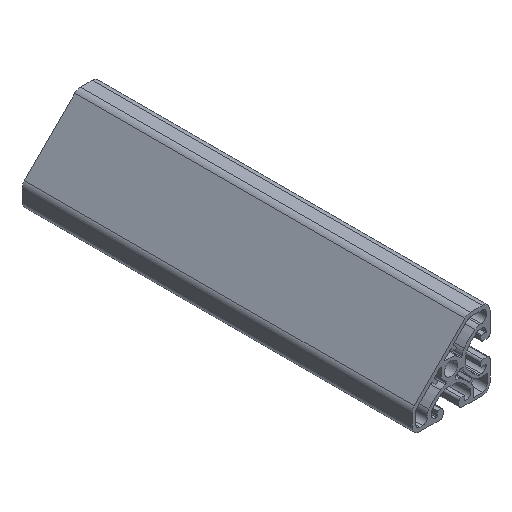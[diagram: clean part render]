
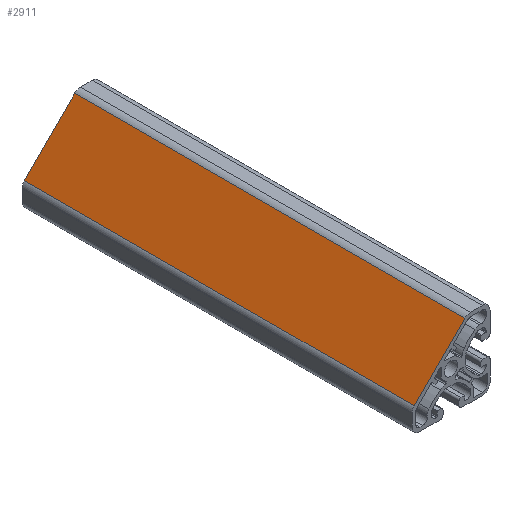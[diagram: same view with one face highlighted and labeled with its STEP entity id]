
A CAD part, isometric view. The second image highlights one B-rep face of the part: STEP entity #2911.
In plain terms, the highlighted planar face has unit normal (-0.707, 0, 0.707).
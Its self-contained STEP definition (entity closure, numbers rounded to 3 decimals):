
#55=PLANE('',#3148);
#159=FACE_OUTER_BOUND('',#310,.T.);
#310=EDGE_LOOP('',(#2143,#2144,#2145,#2146));
#534=LINE('',#4690,#802);
#535=LINE('',#4694,#803);
#536=LINE('',#4696,#804);
#537=LINE('',#4697,#805);
#802=VECTOR('',#3765,200.);
#803=VECTOR('',#3770,36.737);
#804=VECTOR('',#3771,200.);
#805=VECTOR('',#3772,36.737);
#1265=VERTEX_POINT('',#4687);
#1266=VERTEX_POINT('',#4689);
#1267=VERTEX_POINT('',#4693);
#1268=VERTEX_POINT('',#4695);
#1629=EDGE_CURVE('',#1265,#1266,#534,.T.);
#1631=EDGE_CURVE('',#1265,#1267,#535,.T.);
#1632=EDGE_CURVE('',#1268,#1267,#536,.T.);
#1633=EDGE_CURVE('',#1266,#1268,#537,.T.);
#2143=ORIENTED_EDGE('',*,*,#1631,.T.);
#2144=ORIENTED_EDGE('',*,*,#1632,.F.);
#2145=ORIENTED_EDGE('',*,*,#1633,.F.);
#2146=ORIENTED_EDGE('',*,*,#1629,.F.);
#2911=ADVANCED_FACE('',(#159),#55,.T.);
#3148=AXIS2_PLACEMENT_3D('',#4692,#3768,#3769);
#3765=DIRECTION('',(0.,-1.,0.));
#3768=DIRECTION('center_axis',(-0.707,0.,0.707));
#3769=DIRECTION('ref_axis',(0.707,0.,0.707));
#3770=DIRECTION('',(-0.707,0.,-0.707));
#3771=DIRECTION('',(0.,1.,0.));
#3772=DIRECTION('',(-0.707,0.,-0.707));
#4687=CARTESIAN_POINT('',(7.148,200.,18.828));
#4689=CARTESIAN_POINT('',(7.148,0.,18.828));
#4690=CARTESIAN_POINT('',(7.148,0.,18.828));
#4692=CARTESIAN_POINT('Origin',(-18.828,0.,-7.148));
#4693=CARTESIAN_POINT('',(-18.828,200.,-7.148));
#4694=CARTESIAN_POINT('',(-12.334,200.,-0.654));
#4695=CARTESIAN_POINT('',(-18.828,0.,-7.148));
#4696=CARTESIAN_POINT('',(-18.828,0.,-7.148));
#4697=CARTESIAN_POINT('',(-12.334,0.,-0.654));
